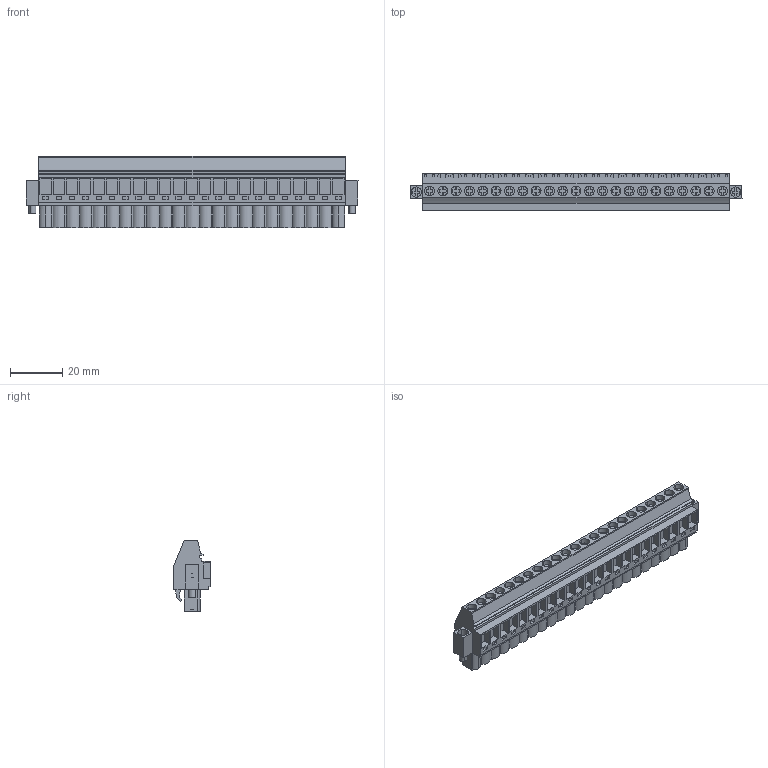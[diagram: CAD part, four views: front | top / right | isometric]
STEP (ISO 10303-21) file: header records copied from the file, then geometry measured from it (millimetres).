
FILE_DESCRIPTION(('CATIA V5 STEP','CAx-IF Rec.Pracs.--- Model Styling and Organization---1.2---2011-12-15'),'2;1');
FILE_NAME ('D1460180_0_1950520000_1950520000.stp','2017-09-09T10:06:55+00:00',('none'),('Weidmueller'),'CATIA Version 5-6 Release 2014','CATIA V5 STEP AP214','none');
FILE_SCHEMA(('AUTOMOTIVE_DESIGN { 1 0 10303 214 1 1 1 1 }'));
Length unit declared in the file: millimetre
Products named in the file (1): 1950520000
Bounding box: 126.64 x 14.1 x 27.1 mm (x, y, z)
Volume: 26917.4 mm3; surface area: 15928.1 mm2
Topology: 26 solids, 26 shells, 1526 faces, 4271 edges, 2896 vertices
Faces by surface type: plane 1297, cylinder 225, extrusion 4
Entity records: 45968 total; most frequent: CARTESIAN_POINT 8876, ORIENTED_EDGE 8542, DIRECTION 6105, EDGE_CURVE 4271, VECTOR 3717, LINE 3713, VERTEX_POINT 2896, EDGE_LOOP 1631
